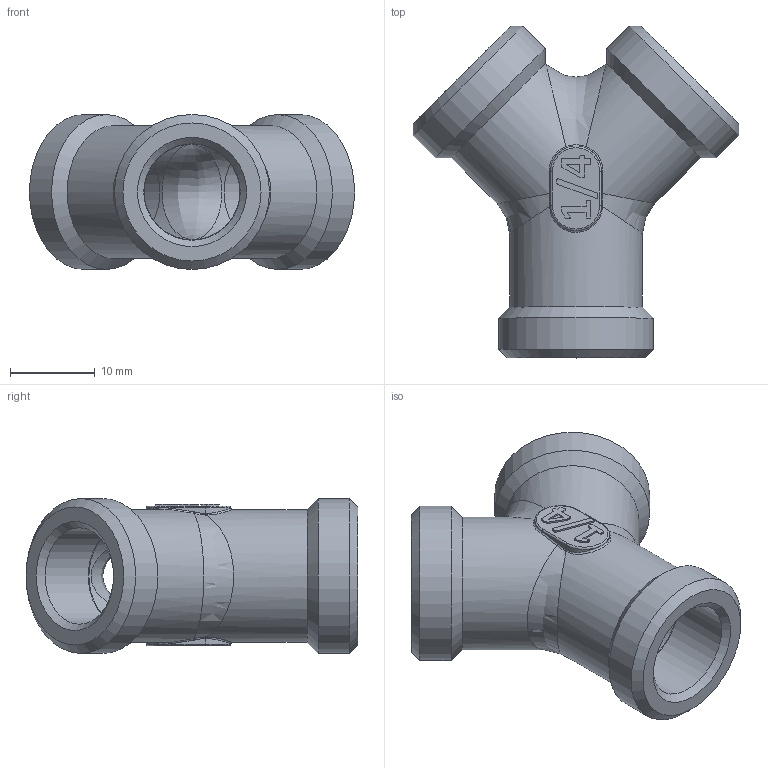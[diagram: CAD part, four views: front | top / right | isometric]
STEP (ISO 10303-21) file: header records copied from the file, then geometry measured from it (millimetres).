
FILE_DESCRIPTION(/* description */ ('Unknown'),/* implementation_level */ '2;1');
FILE_NAME(/* name */ '20201124-R-308-L-013-DN08',/* time_stamp */ '2020-11-24T09:40:12+08:00',/* author */ ('Unknown'),/* organization */ ('Unknown'),/* preprocessor_version */ 'ST-DEVELOPER v16.7',/* originating_system */ 'DEX',/* authorisation */ $);
FILE_SCHEMA (('AUTOMOTIVE_DESIGN {1 0 10303 214 3 1 1}'));
Length unit declared in the file: millimetre
Products named in the file (1): 20201124-R-308-L-013-DN08
Bounding box: 38.4 x 39.2 x 18.3 mm (x, y, z)
Volume: 5702.7 mm3; surface area: 4804.4 mm2
Topology: 1 solids, 1 shells, 120 faces, 299 edges, 178 vertices
Faces by surface type: bspline 43, plane 31, cylinder 30, cone 12, torus 4
Full cylindrical faces by diameter (mm): 11.3 x3, 11.4 x3, 15.7 x3, 18.3 x3
Entity records: 4929 total; most frequent: CARTESIAN_POINT 2527, ORIENTED_EDGE 534, DIRECTION 363, EDGE_CURVE 267, VERTEX_POINT 176, EDGE_LOOP 151, FACE_BOUND 151, AXIS2_PLACEMENT_3D 136
